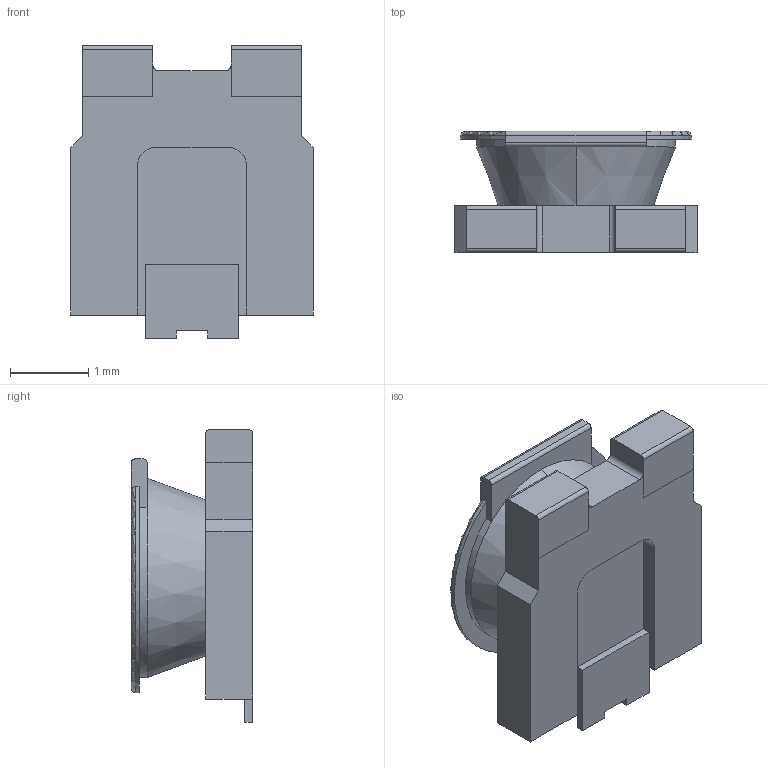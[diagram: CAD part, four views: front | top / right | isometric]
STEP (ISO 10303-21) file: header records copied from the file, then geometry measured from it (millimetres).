
FILE_DESCRIPTION (( 'STEP AP214' ), '1' );
FILE_NAME ('Panasonic EVM.STEP', '2015-11-27T21:27:40', ( '' ), ( '' ), 'SwSTEP 2.0', 'SolidWorks 2015', '' );
FILE_SCHEMA (( 'AUTOMOTIVE_DESIGN' ));
Length unit declared in the file: millimetre
Products named in the file (1): Panasonic EVM
Bounding box: 3.1 x 1.55 x 3.75 mm (x, y, z)
Volume: 6.9 mm3; surface area: 54.2 mm2
Topology: 2 solids, 2 shells, 99 faces, 262 edges, 170 vertices
Faces by surface type: plane 60, cylinder 24, cone 8, torus 7
Entity records: 3926 total; most frequent: CARTESIAN_POINT 696, ORIENTED_EDGE 524, DIRECTION 489, EDGE_CURVE 262, VERTEX_POINT 170, AXIS2_PLACEMENT_3D 167, VECTOR 155, LINE 155
